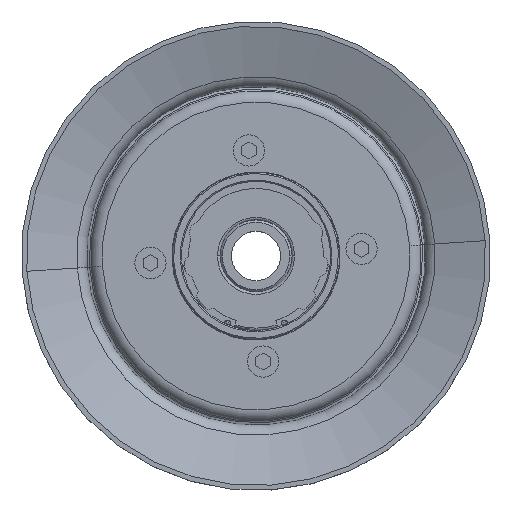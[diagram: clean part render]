
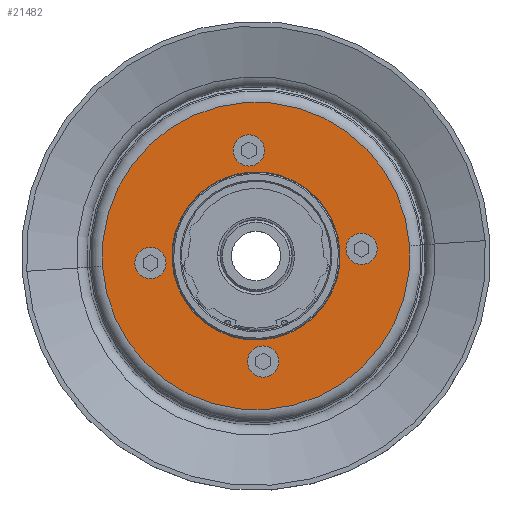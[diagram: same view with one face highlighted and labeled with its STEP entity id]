
A CAD part, top view. The second image highlights one B-rep face of the part: STEP entity #21482.
In plain terms, the highlighted planar face has unit normal (0, 0, 1).
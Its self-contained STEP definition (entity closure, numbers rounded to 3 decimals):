
#69 = CIRCLE ( 'NONE', #18321, 64. ) ;
#271 = CARTESIAN_POINT ( 'NONE',  ( -43.902, -2.937, 54.1 ) ) ;
#433 = EDGE_LOOP ( 'NONE', ( #28622, #27531 ) ) ;
#821 = DIRECTION ( 'NONE',  ( 0., 0., -1. ) ) ;
#1345 = DIRECTION ( 'NONE',  ( 1., 0., 0. ) ) ;
#1615 = ORIENTED_EDGE ( 'NONE', *, *, #25496, .F. ) ;
#2739 = DIRECTION ( 'NONE',  ( 1., 0., 0. ) ) ;
#2812 = CARTESIAN_POINT ( 'NONE',  ( 43.902, 2.937, 54.1 ) ) ;
#2993 = AXIS2_PLACEMENT_3D ( 'NONE', #2812, #19819, #5254 ) ;
#3260 = CARTESIAN_POINT ( 'NONE',  ( 43.902, 2.937, 54.1 ) ) ;
#3269 = AXIS2_PLACEMENT_3D ( 'NONE', #5247, #22236, #7707 ) ;
#4016 = EDGE_CURVE ( 'NONE', #24432, #25742, #69, .T. ) ;
#4125 = EDGE_CURVE ( 'NONE', #11245, #31229, #8459, .T. ) ;
#4193 = VERTEX_POINT ( 'NONE', #18368 ) ;
#4723 = DIRECTION ( 'NONE',  ( 0., 0., 1. ) ) ;
#5247 = CARTESIAN_POINT ( 'NONE',  ( 2.937, -43.902, 54.1 ) ) ;
#5254 = DIRECTION ( 'NONE',  ( 1., 0., 0. ) ) ;
#5379 = FACE_BOUND ( 'NONE', #31201, .T. ) ;
#5697 = DIRECTION ( 'NONE',  ( 1., 0., 0. ) ) ;
#6018 = DIRECTION ( 'NONE',  ( 0., 0., -1. ) ) ;
#6279 = AXIS2_PLACEMENT_3D ( 'NONE', #20595, #6018, #23022 ) ;
#6349 = EDGE_CURVE ( 'NONE', #4193, #27739, #29986, .T. ) ;
#6635 = CARTESIAN_POINT ( 'NONE',  ( -2.937, 43.902, 54.1 ) ) ;
#7335 = CIRCLE ( 'NONE', #15044, 6.5 ) ;
#7707 = DIRECTION ( 'NONE',  ( 1., 0., 0. ) ) ;
#8290 = CARTESIAN_POINT ( 'NONE',  ( 9.437, -43.902, 54.1 ) ) ;
#8302 = CARTESIAN_POINT ( 'NONE',  ( 2.937, -43.902, 54.1 ) ) ;
#8459 = CIRCLE ( 'NONE', #6279, 35. ) ;
#8669 = CARTESIAN_POINT ( 'NONE',  ( -34.922, -2.336, 54.1 ) ) ;
#9089 = DIRECTION ( 'NONE',  ( 1., 0., 0. ) ) ;
#9223 = CARTESIAN_POINT ( 'NONE',  ( 0., 0., 54.1 ) ) ;
#9989 = EDGE_LOOP ( 'NONE', ( #22609, #17152 ) ) ;
#10060 = EDGE_LOOP ( 'NONE', ( #14333, #15104 ) ) ;
#10744 = DIRECTION ( 'NONE',  ( 1., 0., 0. ) ) ;
#10764 = EDGE_LOOP ( 'NONE', ( #28731, #1615 ) ) ;
#11077 = FACE_BOUND ( 'NONE', #10060, .T. ) ;
#11245 = VERTEX_POINT ( 'NONE', #8669 ) ;
#11453 = CARTESIAN_POINT ( 'NONE',  ( -43.902, -2.937, 54.1 ) ) ;
#11673 = DIRECTION ( 'NONE',  ( -0.998, -0.067, 0. ) ) ;
#11964 = CARTESIAN_POINT ( 'NONE',  ( -9.437, 43.902, 54.1 ) ) ;
#12351 = AXIS2_PLACEMENT_3D ( 'NONE', #30492, #15928, #1345 ) ;
#12441 = AXIS2_PLACEMENT_3D ( 'NONE', #3260, #20247, #5697 ) ;
#12521 = EDGE_CURVE ( 'NONE', #17083, #18833, #17066, .T. ) ;
#13837 = DIRECTION ( 'NONE',  ( 0., 0., -1. ) ) ;
#13895 = DIRECTION ( 'NONE',  ( 1., 0., 0. ) ) ;
#14188 = VERTEX_POINT ( 'NONE', #8290 ) ;
#14255 = EDGE_CURVE ( 'NONE', #18833, #17083, #22641, .T. ) ;
#14333 = ORIENTED_EDGE ( 'NONE', *, *, #27453, .T. ) ;
#14411 = CARTESIAN_POINT ( 'NONE',  ( -2.336, 34.922, 54.1 ) ) ;
#14955 = AXIS2_PLACEMENT_3D ( 'NONE', #6635, #23633, #9089 ) ;
#15044 = AXIS2_PLACEMENT_3D ( 'NONE', #271, #17318, #2739 ) ;
#15104 = ORIENTED_EDGE ( 'NONE', *, *, #4125, .T. ) ;
#15415 = CARTESIAN_POINT ( 'NONE',  ( 0., 0., 54.1 ) ) ;
#15928 = DIRECTION ( 'NONE',  ( 0., 0., 1. ) ) ;
#16573 = EDGE_CURVE ( 'NONE', #26465, #18109, #7335, .T. ) ;
#16627 = EDGE_LOOP ( 'NONE', ( #16697, #17379 ) ) ;
#16697 = ORIENTED_EDGE ( 'NONE', *, *, #16573, .F. ) ;
#17066 = CIRCLE ( 'NONE', #14955, 6.5 ) ;
#17083 = VERTEX_POINT ( 'NONE', #11964 ) ;
#17126 = CARTESIAN_POINT ( 'NONE',  ( 50.402, 2.937, 54.1 ) ) ;
#17152 = ORIENTED_EDGE ( 'NONE', *, *, #4016, .F. ) ;
#17318 = DIRECTION ( 'NONE',  ( 0., 0., 1. ) ) ;
#17379 = ORIENTED_EDGE ( 'NONE', *, *, #31213, .F. ) ;
#17558 = FACE_BOUND ( 'NONE', #433, .T. ) ;
#17673 = ORIENTED_EDGE ( 'NONE', *, *, #22213, .F. ) ;
#17862 = DIRECTION ( 'NONE',  ( -0.998, -0.067, 0. ) ) ;
#18109 = VERTEX_POINT ( 'NONE', #23259 ) ;
#18315 = FACE_OUTER_BOUND ( 'NONE', #9989, .T. ) ;
#18321 = AXIS2_PLACEMENT_3D ( 'NONE', #9223, #26232, #11673 ) ;
#18368 = CARTESIAN_POINT ( 'NONE',  ( 37.402, 2.937, 54.1 ) ) ;
#18379 = CIRCLE ( 'NONE', #19150, 64. ) ;
#18833 = VERTEX_POINT ( 'NONE', #26511 ) ;
#19150 = AXIS2_PLACEMENT_3D ( 'NONE', #15415, #821, #17862 ) ;
#19284 = PLANE ( 'NONE',  #31081 ) ;
#19330 = VERTEX_POINT ( 'NONE', #25961 ) ;
#19438 = AXIS2_PLACEMENT_3D ( 'NONE', #11453, #28436, #13895 ) ;
#19819 = DIRECTION ( 'NONE',  ( 0., 0., 1. ) ) ;
#20137 = CIRCLE ( 'NONE', #19438, 6.5 ) ;
#20247 = DIRECTION ( 'NONE',  ( 0., 0., 1. ) ) ;
#20595 = CARTESIAN_POINT ( 'NONE',  ( 0., 0., 54.1 ) ) ;
#21246 = CIRCLE ( 'NONE', #3269, 6.5 ) ;
#21482 = ADVANCED_FACE ( 'NONE', ( #30471, #5379, #23994, #17558, #11077, #18315 ), #19284, .T. ) ;
#21738 = DIRECTION ( 'NONE',  ( 0.998, 0.067, 0. ) ) ;
#22213 = EDGE_CURVE ( 'NONE', #19330, #14188, #31549, .T. ) ;
#22236 = DIRECTION ( 'NONE',  ( 0., 0., 1. ) ) ;
#22609 = ORIENTED_EDGE ( 'NONE', *, *, #27913, .F. ) ;
#22641 = CIRCLE ( 'NONE', #12351, 6.5 ) ;
#23022 = DIRECTION ( 'NONE',  ( -0.998, -0.067, 0. ) ) ;
#23259 = CARTESIAN_POINT ( 'NONE',  ( -37.402, -2.937, 54.1 ) ) ;
#23460 = CARTESIAN_POINT ( 'NONE',  ( -50.402, -2.937, 54.1 ) ) ;
#23633 = DIRECTION ( 'NONE',  ( 0., 0., 1. ) ) ;
#23685 = EDGE_CURVE ( 'NONE', #14188, #19330, #21246, .T. ) ;
#23994 = FACE_BOUND ( 'NONE', #16627, .T. ) ;
#24432 = VERTEX_POINT ( 'NONE', #29859 ) ;
#25295 = DIRECTION ( 'NONE',  ( 0., 0., 1. ) ) ;
#25496 = EDGE_CURVE ( 'NONE', #27739, #4193, #31043, .T. ) ;
#25742 = VERTEX_POINT ( 'NONE', #27980 ) ;
#25961 = CARTESIAN_POINT ( 'NONE',  ( -3.563, -43.902, 54.1 ) ) ;
#26021 = AXIS2_PLACEMENT_3D ( 'NONE', #8302, #25295, #10744 ) ;
#26232 = DIRECTION ( 'NONE',  ( 0., 0., -1. ) ) ;
#26465 = VERTEX_POINT ( 'NONE', #23460 ) ;
#26511 = CARTESIAN_POINT ( 'NONE',  ( 3.563, 43.902, 54.1 ) ) ;
#27453 = EDGE_CURVE ( 'NONE', #31229, #11245, #29040, .T. ) ;
#27531 = ORIENTED_EDGE ( 'NONE', *, *, #14255, .F. ) ;
#27739 = VERTEX_POINT ( 'NONE', #17126 ) ;
#27913 = EDGE_CURVE ( 'NONE', #25742, #24432, #18379, .T. ) ;
#27980 = CARTESIAN_POINT ( 'NONE',  ( -63.857, -4.272, 54.1 ) ) ;
#28367 = CARTESIAN_POINT ( 'NONE',  ( 0., 0., 54.1 ) ) ;
#28436 = DIRECTION ( 'NONE',  ( 0., 0., 1. ) ) ;
#28622 = ORIENTED_EDGE ( 'NONE', *, *, #12521, .F. ) ;
#28731 = ORIENTED_EDGE ( 'NONE', *, *, #6349, .F. ) ;
#28926 = ORIENTED_EDGE ( 'NONE', *, *, #23685, .F. ) ;
#29040 = CIRCLE ( 'NONE', #30139, 35. ) ;
#29859 = CARTESIAN_POINT ( 'NONE',  ( 63.857, 4.272, 54.1 ) ) ;
#29986 = CIRCLE ( 'NONE', #12441, 6.5 ) ;
#30139 = AXIS2_PLACEMENT_3D ( 'NONE', #28367, #13837, #30821 ) ;
#30471 = FACE_BOUND ( 'NONE', #10764, .T. ) ;
#30492 = CARTESIAN_POINT ( 'NONE',  ( -2.937, 43.902, 54.1 ) ) ;
#30821 = DIRECTION ( 'NONE',  ( -0.998, -0.067, 0. ) ) ;
#30992 = CARTESIAN_POINT ( 'NONE',  ( 34.922, 2.336, 54.1 ) ) ;
#31043 = CIRCLE ( 'NONE', #2993, 6.5 ) ;
#31081 = AXIS2_PLACEMENT_3D ( 'NONE', #14411, #4723, #21738 ) ;
#31201 = EDGE_LOOP ( 'NONE', ( #17673, #28926 ) ) ;
#31213 = EDGE_CURVE ( 'NONE', #18109, #26465, #20137, .T. ) ;
#31229 = VERTEX_POINT ( 'NONE', #30992 ) ;
#31549 = CIRCLE ( 'NONE', #26021, 6.5 ) ;
